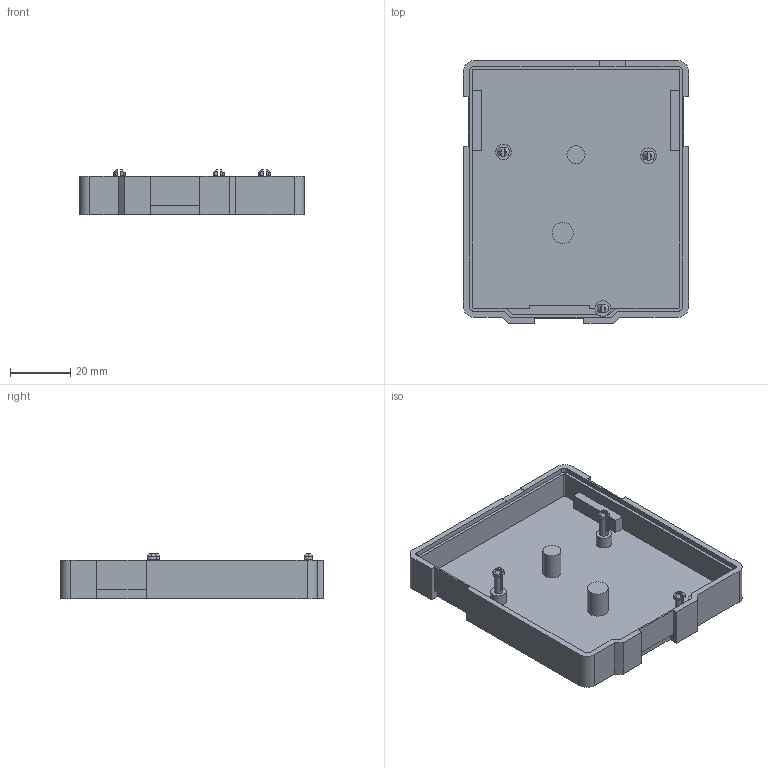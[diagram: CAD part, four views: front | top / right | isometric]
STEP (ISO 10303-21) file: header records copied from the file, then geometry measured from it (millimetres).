
FILE_DESCRIPTION (( 'STEP AP214' ), '1' );
FILE_NAME ('stm32-nucleo-64_bottom.STEP', '2024-07-27T14:20:26', ( '' ), ( '' ), 'SwSTEP 2.0', 'SolidWorks 2023', '' );
FILE_SCHEMA (( 'AUTOMOTIVE_DESIGN' ));
Length unit declared in the file: millimetre
Products named in the file (1): stm32-nucleo-64_bottom
Bounding box: 74.8 x 87.3 x 15 mm (x, y, z)
Volume: 23012.6 mm3; surface area: 20996.6 mm2
Topology: 1 solids, 1 shells, 150 faces, 406 edges, 266 vertices
Faces by surface type: plane 102, cylinder 39, cone 9
Entity records: 4773 total; most frequent: CARTESIAN_POINT 919, ORIENTED_EDGE 812, DIRECTION 788, EDGE_CURVE 406, LINE 278, VECTOR 278, VERTEX_POINT 266, AXIS2_PLACEMENT_3D 255
